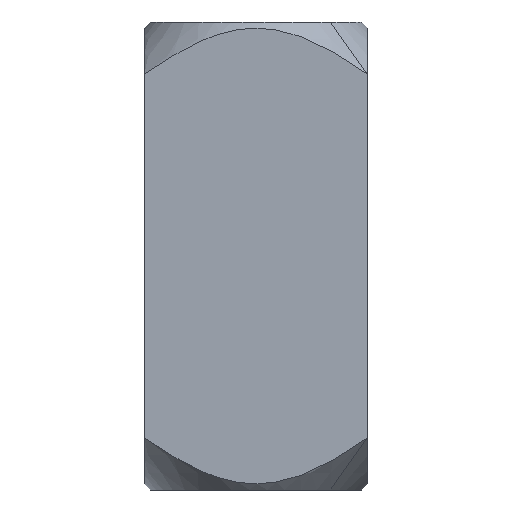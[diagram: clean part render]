
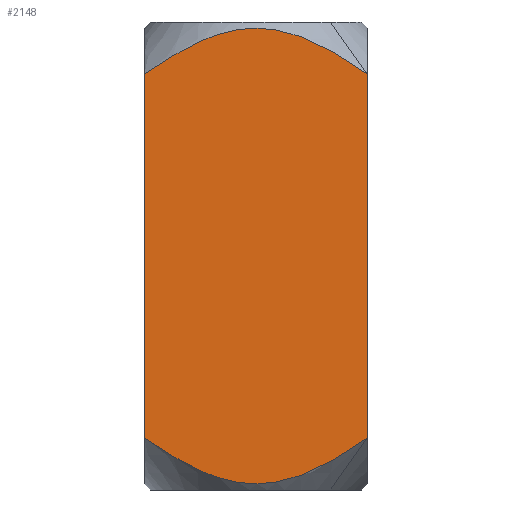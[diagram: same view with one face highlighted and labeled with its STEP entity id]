
A CAD part, front view. The second image highlights one B-rep face of the part: STEP entity #2148.
In plain terms, the highlighted planar face has unit normal (0, -1, 0).
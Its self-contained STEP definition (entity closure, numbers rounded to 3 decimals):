
#9 = CARTESIAN_POINT ( 'NONE',  ( 6.389, -14.285, 23.886 ) ) ;
#24 = CARTESIAN_POINT ( 'NONE',  ( -0.619, -14.285, 25.205 ) ) ;
#50 = CARTESIAN_POINT ( 'NONE',  ( -14.285, -14.285, 19.298 ) ) ;
#64 = CARTESIAN_POINT ( 'NONE',  ( -4.485, -14.285, -32.54 ) ) ;
#101 = VECTOR ( 'NONE', #1993, 1000. ) ;
#145 = CARTESIAN_POINT ( 'NONE',  ( 6.389, -14.285, -31.886 ) ) ;
#171 = DIRECTION ( 'NONE',  ( 0., 0., 1. ) ) ;
#199 = CARTESIAN_POINT ( 'NONE',  ( 14.285, -14.285, -27.298 ) ) ;
#212 = CARTESIAN_POINT ( 'NONE',  ( -8.727, -14.285, -30.793 ) ) ;
#242 = CARTESIAN_POINT ( 'NONE',  ( -13.212, -14.285, 20.057 ) ) ;
#288 = B_SPLINE_CURVE_WITH_KNOTS ( 'NONE', 3,
 ( #1207, #3401, #1432, #2596, #1718, #145, #2273, #1240, #3094, #647, #2289, #2327, #3418, #960, #3379, #1756, #2053, #597, #2794, #64, #2521, #1165, #2948, #212, #1810, #3469, #2898, #475 ),
 .UNSPECIFIED., .F., .F.,
 ( 4, 2, 2, 2, 2, 2, 2, 2, 2, 2, 2, 2, 2, 4 ),
 ( 0., 0.004, 0.008, 0.012, 0.013, 0.014, 0.016, 0.017, 0.018, 0.02, 0.022, 0.024, 0.027, 0.031 ),
 .UNSPECIFIED. ) ;
#291 = CARTESIAN_POINT ( 'NONE',  ( -14.285, -14.285, 19.298 ) ) ;
#302 = VERTEX_POINT ( 'NONE', #199 ) ;
#379 = LINE ( 'NONE', #3083, #101 ) ;
#436 = CARTESIAN_POINT ( 'NONE',  ( -14.285, -14.285, -54.404 ) ) ;
#475 = CARTESIAN_POINT ( 'NONE',  ( -14.285, -14.285, -27.298 ) ) ;
#539 = CARTESIAN_POINT ( 'NONE',  ( 0.684, -14.285, 25.213 ) ) ;
#551 = ORIENTED_EDGE ( 'NONE', *, *, #2386, .T. ) ;
#570 = CARTESIAN_POINT ( 'NONE',  ( -6.335, -14.285, 23.884 ) ) ;
#597 = CARTESIAN_POINT ( 'NONE',  ( -2.581, -14.285, -32.998 ) ) ;
#647 = CARTESIAN_POINT ( 'NONE',  ( 2.623, -14.285, -32.98 ) ) ;
#751 = ORIENTED_EDGE ( 'NONE', *, *, #3095, .T. ) ;
#754 = LINE ( 'NONE', #436, #3140 ) ;
#778 = CARTESIAN_POINT ( 'NONE',  ( 1.333, -14.285, 25.167 ) ) ;
#795 = CARTESIAN_POINT ( 'NONE',  ( -4.485, -14.285, 24.54 ) ) ;
#834 = CARTESIAN_POINT ( 'NONE',  ( -1.273, -14.285, 25.162 ) ) ;
#960 = CARTESIAN_POINT ( 'NONE',  ( -0.293, -14.285, -33.216 ) ) ;
#1127 = CARTESIAN_POINT ( 'NONE',  ( 5.176, -14.285, 24.356 ) ) ;
#1165 = CARTESIAN_POINT ( 'NONE',  ( -6.335, -14.285, -31.884 ) ) ;
#1198 = B_SPLINE_CURVE_WITH_KNOTS ( 'NONE', 3,
 ( #1379, #1412, #3029, #2468, #2999, #9, #1127, #3235, #3284, #1623, #2483, #778, #539, #2738, #24, #834, #1637, #1925, #3015, #795, #1654, #570, #3254, #2446, #1883, #2752, #242, #291 ),
 .UNSPECIFIED., .F., .F.,
 ( 4, 2, 2, 2, 2, 2, 2, 2, 2, 2, 2, 2, 2, 4 ),
 ( 0., 0.004, 0.008, 0.012, 0.013, 0.014, 0.016, 0.017, 0.018, 0.02, 0.022, 0.024, 0.027, 0.031 ),
 .UNSPECIFIED. ) ;
#1207 = CARTESIAN_POINT ( 'NONE',  ( 14.285, -14.285, -27.298 ) ) ;
#1210 = EDGE_LOOP ( 'NONE', ( #1522, #2791, #551, #751 ) ) ;
#1240 = CARTESIAN_POINT ( 'NONE',  ( 3.588, -14.285, -32.775 ) ) ;
#1324 = EDGE_CURVE ( 'NONE', #2218, #3327, #754, .T. ) ;
#1379 = CARTESIAN_POINT ( 'NONE',  ( 14.285, -14.285, 19.298 ) ) ;
#1412 = CARTESIAN_POINT ( 'NONE',  ( 13.215, -14.285, 20.054 ) ) ;
#1432 = CARTESIAN_POINT ( 'NONE',  ( 12.128, -14.285, -28.782 ) ) ;
#1522 = ORIENTED_EDGE ( 'NONE', *, *, #1324, .F. ) ;
#1619 = DIRECTION ( 'NONE',  ( 0., 1., 0. ) ) ;
#1623 = CARTESIAN_POINT ( 'NONE',  ( 2.623, -14.285, 24.98 ) ) ;
#1637 = CARTESIAN_POINT ( 'NONE',  ( -1.603, -14.285, 25.129 ) ) ;
#1654 = CARTESIAN_POINT ( 'NONE',  ( -5.107, -14.285, 24.34 ) ) ;
#1718 = CARTESIAN_POINT ( 'NONE',  ( 8.746, -14.285, -30.783 ) ) ;
#1756 = CARTESIAN_POINT ( 'NONE',  ( -1.273, -14.285, -33.162 ) ) ;
#1810 = CARTESIAN_POINT ( 'NONE',  ( -9.876, -14.285, -30.156 ) ) ;
#1883 = CARTESIAN_POINT ( 'NONE',  ( -9.876, -14.285, 22.156 ) ) ;
#1925 = CARTESIAN_POINT ( 'NONE',  ( -2.581, -14.285, 24.998 ) ) ;
#1993 = DIRECTION ( 'NONE',  ( 0., 0., 1. ) ) ;
#2002 = CARTESIAN_POINT ( 'NONE',  ( 14.285, -14.285, 19.298 ) ) ;
#2053 = CARTESIAN_POINT ( 'NONE',  ( -1.603, -14.285, -33.129 ) ) ;
#2087 = DIRECTION ( 'NONE',  ( 0., 0., 1. ) ) ;
#2148 = ADVANCED_FACE ( 'NONE', ( #3482 ), #3211, .F. ) ;
#2218 = VERTEX_POINT ( 'NONE', #2748 ) ;
#2273 = CARTESIAN_POINT ( 'NONE',  ( 5.176, -14.285, -32.356 ) ) ;
#2289 = CARTESIAN_POINT ( 'NONE',  ( 2.301, -14.285, -33.034 ) ) ;
#2327 = CARTESIAN_POINT ( 'NONE',  ( 1.333, -14.285, -33.167 ) ) ;
#2386 = EDGE_CURVE ( 'NONE', #302, #3484, #379, .T. ) ;
#2392 = AXIS2_PLACEMENT_3D ( 'NONE', #2943, #1619, #2087 ) ;
#2446 = CARTESIAN_POINT ( 'NONE',  ( -8.727, -14.285, 22.793 ) ) ;
#2468 = CARTESIAN_POINT ( 'NONE',  ( 9.893, -14.285, 22.147 ) ) ;
#2483 = CARTESIAN_POINT ( 'NONE',  ( 2.301, -14.285, 25.034 ) ) ;
#2521 = CARTESIAN_POINT ( 'NONE',  ( -5.107, -14.285, -32.34 ) ) ;
#2596 = CARTESIAN_POINT ( 'NONE',  ( 9.893, -14.285, -30.147 ) ) ;
#2738 = CARTESIAN_POINT ( 'NONE',  ( -0.293, -14.285, 25.216 ) ) ;
#2748 = CARTESIAN_POINT ( 'NONE',  ( -14.285, -14.285, -27.298 ) ) ;
#2752 = CARTESIAN_POINT ( 'NONE',  ( -12.12, -14.285, 20.787 ) ) ;
#2791 = ORIENTED_EDGE ( 'NONE', *, *, #2984, .F. ) ;
#2794 = CARTESIAN_POINT ( 'NONE',  ( -3.222, -14.285, -32.869 ) ) ;
#2898 = CARTESIAN_POINT ( 'NONE',  ( -13.212, -14.285, -28.057 ) ) ;
#2943 = CARTESIAN_POINT ( 'NONE',  ( 14.285, -14.285, -54.404 ) ) ;
#2948 = CARTESIAN_POINT ( 'NONE',  ( -6.942, -14.285, -31.626 ) ) ;
#2984 = EDGE_CURVE ( 'NONE', #302, #2218, #288, .T. ) ;
#2999 = CARTESIAN_POINT ( 'NONE',  ( 8.746, -14.285, 22.783 ) ) ;
#3015 = CARTESIAN_POINT ( 'NONE',  ( -3.222, -14.285, 24.869 ) ) ;
#3029 = CARTESIAN_POINT ( 'NONE',  ( 12.128, -14.285, 20.782 ) ) ;
#3083 = CARTESIAN_POINT ( 'NONE',  ( 14.285, -14.285, -54.404 ) ) ;
#3094 = CARTESIAN_POINT ( 'NONE',  ( 3.266, -14.285, -32.85 ) ) ;
#3095 = EDGE_CURVE ( 'NONE', #3484, #3327, #1198, .T. ) ;
#3140 = VECTOR ( 'NONE', #171, 1000. ) ;
#3211 = PLANE ( 'NONE',  #2392 ) ;
#3235 = CARTESIAN_POINT ( 'NONE',  ( 3.588, -14.285, 24.775 ) ) ;
#3254 = CARTESIAN_POINT ( 'NONE',  ( -6.942, -14.285, 23.626 ) ) ;
#3284 = CARTESIAN_POINT ( 'NONE',  ( 3.266, -14.285, 24.85 ) ) ;
#3327 = VERTEX_POINT ( 'NONE', #50 ) ;
#3379 = CARTESIAN_POINT ( 'NONE',  ( -0.619, -14.285, -33.205 ) ) ;
#3401 = CARTESIAN_POINT ( 'NONE',  ( 13.215, -14.285, -28.054 ) ) ;
#3418 = CARTESIAN_POINT ( 'NONE',  ( 0.684, -14.285, -33.213 ) ) ;
#3469 = CARTESIAN_POINT ( 'NONE',  ( -12.12, -14.285, -28.787 ) ) ;
#3482 = FACE_OUTER_BOUND ( 'NONE', #1210, .T. ) ;
#3484 = VERTEX_POINT ( 'NONE', #2002 ) ;
